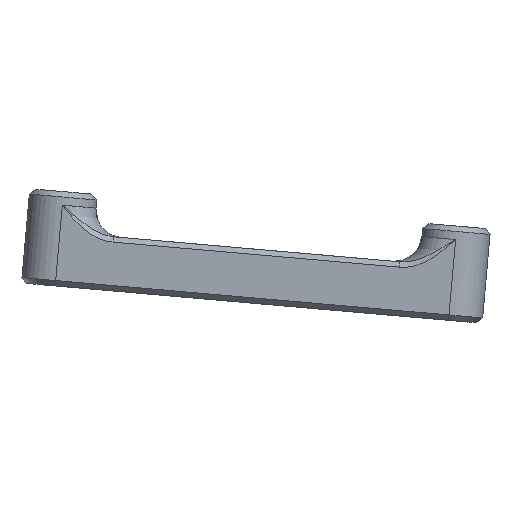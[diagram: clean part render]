
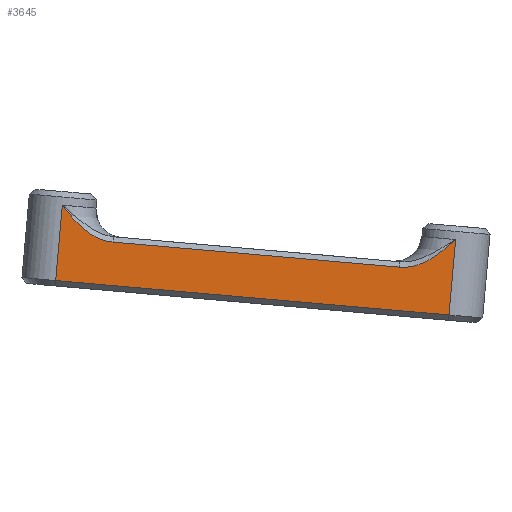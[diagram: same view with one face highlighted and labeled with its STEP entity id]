
A CAD part, left-side view. The second image highlights one B-rep face of the part: STEP entity #3645.
In plain terms, the highlighted planar face has unit normal (-1, 0, 0).
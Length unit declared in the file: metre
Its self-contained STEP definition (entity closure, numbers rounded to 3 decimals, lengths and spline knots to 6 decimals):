
#250=B_SPLINE_CURVE_WITH_KNOTS('',3,(#5564,#5565,#5566,#5567,#5568,#5569,
#5570,#5571,#5572,#5573,#5574,#5575,#5576,#5577,#5578,#5579),
 .UNSPECIFIED.,.F.,.F.,(4,1,1,1,1,1,1,1,1,1,1,1,1,4),(0.,0.125,0.1875,0.21875,
0.25,0.28125,0.3125,0.375,0.4375,0.5,0.5625,0.625,0.75,1.),
 .UNSPECIFIED.);
#251=B_SPLINE_CURVE_WITH_KNOTS('',3,(#5583,#5584,#5585,#5586,#5587,#5588,
#5589,#5590,#5591,#5592,#5593,#5594,#5595,#5596,#5597,#5598),
 .UNSPECIFIED.,.F.,.F.,(4,1,1,1,1,1,1,1,1,1,1,1,1,4),(0.,0.25,0.375,0.4375,
0.5,0.5625,0.625,0.6875,0.71875,0.75,0.78125,0.8125,0.875,1.),
 .UNSPECIFIED.);
#518=ORIENTED_EDGE('',*,*,#1515,.F.);
#519=ORIENTED_EDGE('',*,*,#1524,.T.);
#520=ORIENTED_EDGE('',*,*,#1525,.T.);
#521=ORIENTED_EDGE('',*,*,#1526,.T.);
#522=ORIENTED_EDGE('',*,*,#1459,.T.);
#523=ORIENTED_EDGE('',*,*,#1527,.T.);
#1459=EDGE_CURVE('',#1971,#1970,#2273,.T.);
#1515=EDGE_CURVE('',#2011,#2012,#2303,.T.);
#1524=EDGE_CURVE('',#2011,#2019,#250,.T.);
#1525=EDGE_CURVE('',#2019,#2020,#2304,.T.);
#1526=EDGE_CURVE('',#2020,#1971,#251,.T.);
#1527=EDGE_CURVE('',#1970,#2012,#2305,.T.);
#1970=VERTEX_POINT('',#5348);
#1971=VERTEX_POINT('',#5350);
#2011=VERTEX_POINT('',#5544);
#2012=VERTEX_POINT('',#5545);
#2019=VERTEX_POINT('',#5580);
#2020=VERTEX_POINT('',#5582);
#2273=LINE('',#5349,#2586);
#2303=LINE('',#5543,#2616);
#2304=LINE('',#5581,#2617);
#2305=LINE('',#5599,#2618);
#2586=VECTOR('',#4323,1.);
#2616=VECTOR('',#4417,1.);
#2617=VECTOR('',#4442,1.);
#2618=VECTOR('',#4443,1.);
#2890=EDGE_LOOP('',(#518,#519,#520,#521,#522,#523));
#3221=FACE_BOUND('',#2890,.T.);
#3502=PLANE('',#3951);
#3645=ADVANCED_FACE('',(#3221),#3502,.T.);
#3951=AXIS2_PLACEMENT_3D('',#5563,#4440,#4441);
#4323=DIRECTION('',(0.,0.087,-0.996));
#4417=DIRECTION('',(0.,0.087,-0.996));
#4440=DIRECTION('',(-1.,0.,0.));
#4441=DIRECTION('',(0.,0.,1.));
#4442=DIRECTION('',(0.,0.996,0.087));
#4443=DIRECTION('',(0.,-0.996,-0.087));
#5348=CARTESIAN_POINT('',(0.045868,0.03481,0.030251));
#5349=CARTESIAN_POINT('',(0.045868,0.034496,0.033839));
#5350=CARTESIAN_POINT('',(0.045868,0.034322,0.035829));
#5543=CARTESIAN_POINT('',(0.045868,0.005397,0.031293));
#5544=CARTESIAN_POINT('',(0.045868,0.005223,0.033283));
#5545=CARTESIAN_POINT('',(0.045868,0.005711,0.027705));
#5563=CARTESIAN_POINT('',(0.045868,0.027221,0.033202));
#5564=CARTESIAN_POINT('',(0.045868,0.005223,0.033283));
#5565=CARTESIAN_POINT('',(0.045868,0.005417,0.033109));
#5566=CARTESIAN_POINT('',(0.045868,0.005678,0.032879));
#5567=CARTESIAN_POINT('',(0.045868,0.00592,0.032672));
#5568=CARTESIAN_POINT('',(0.045868,0.006051,0.032564));
#5569=CARTESIAN_POINT('',(0.045868,0.006118,0.032509));
#5570=CARTESIAN_POINT('',(0.045868,0.006264,0.032393));
#5571=CARTESIAN_POINT('',(0.045868,0.006427,0.032268));
#5572=CARTESIAN_POINT('',(0.045868,0.006636,0.032116));
#5573=CARTESIAN_POINT('',(0.045868,0.006883,0.031952));
#5574=CARTESIAN_POINT('',(0.045868,0.007095,0.031822));
#5575=CARTESIAN_POINT('',(0.045868,0.007409,0.031652));
#5576=CARTESIAN_POINT('',(0.045868,0.007789,0.03148));
#5577=CARTESIAN_POINT('',(0.045868,0.008465,0.031252));
#5578=CARTESIAN_POINT('',(0.045868,0.009026,0.031206));
#5579=CARTESIAN_POINT('',(0.045868,0.009397,0.031239));
#5580=CARTESIAN_POINT('',(0.045868,0.009397,0.031239));
#5581=CARTESIAN_POINT('',(0.045868,0.027257,0.032802));
#5582=CARTESIAN_POINT('',(0.045868,0.030566,0.033092));
#5583=CARTESIAN_POINT('',(0.045868,0.030566,0.033092));
#5584=CARTESIAN_POINT('',(0.045868,0.030937,0.033123));
#5585=CARTESIAN_POINT('',(0.045868,0.031482,0.033266));
#5586=CARTESIAN_POINT('',(0.045868,0.032108,0.033607));
#5587=CARTESIAN_POINT('',(0.045868,0.032453,0.033843));
#5588=CARTESIAN_POINT('',(0.045868,0.032733,0.034065));
#5589=CARTESIAN_POINT('',(0.045868,0.032918,0.03423));
#5590=CARTESIAN_POINT('',(0.045868,0.033133,0.034434));
#5591=CARTESIAN_POINT('',(0.045868,0.033312,0.03462));
#5592=CARTESIAN_POINT('',(0.045868,0.033452,0.034772));
#5593=CARTESIAN_POINT('',(0.045868,0.033575,0.034911));
#5594=CARTESIAN_POINT('',(0.045868,0.033632,0.034977));
#5595=CARTESIAN_POINT('',(0.045868,0.033741,0.035106));
#5596=CARTESIAN_POINT('',(0.045868,0.033944,0.035351));
#5597=CARTESIAN_POINT('',(0.045868,0.034161,0.035624));
#5598=CARTESIAN_POINT('',(0.045868,0.034322,0.035829));
#5599=CARTESIAN_POINT('',(0.045868,0.027535,0.029614));
